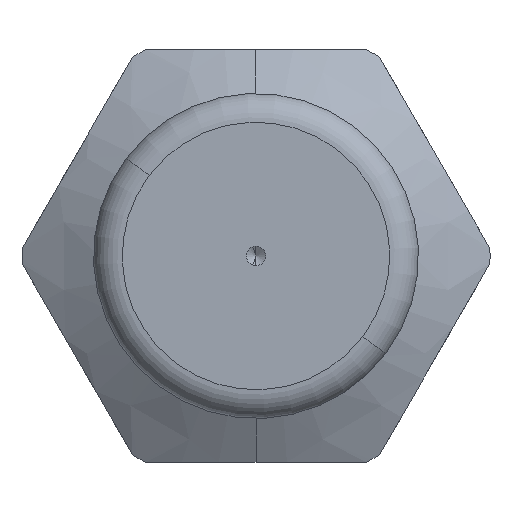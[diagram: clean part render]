
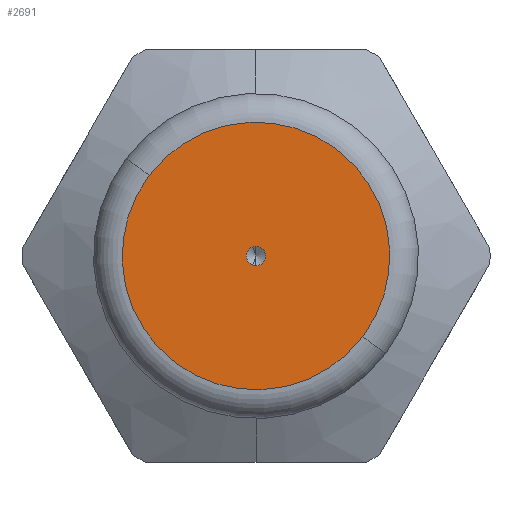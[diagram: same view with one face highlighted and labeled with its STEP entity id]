
A CAD part, left-side view. The second image highlights one B-rep face of the part: STEP entity #2691.
In plain terms, the highlighted planar face has unit normal (-1, 0, 0).
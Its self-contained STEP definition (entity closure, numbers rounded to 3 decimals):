
#441 = DIRECTION ( 'NONE',  ( 0., -0.799, -0.602 ) ) ;
#800 = CIRCLE ( 'NONE', #10940, 8.23 ) ;
#1665 = EDGE_LOOP ( 'NONE', ( #1968, #2752 ) ) ;
#1680 = EDGE_CURVE ( 'NONE', #16559, #11000, #3062, .T. ) ;
#1789 = PLANE ( 'NONE',  #9491 ) ;
#1845 = CARTESIAN_POINT ( 'NONE',  ( -23., 0.479, 0.361 ) ) ;
#1968 = ORIENTED_EDGE ( 'NONE', *, *, #12215, .F. ) ;
#2046 = CIRCLE ( 'NONE', #10488, 8.23 ) ;
#2151 = CARTESIAN_POINT ( 'NONE',  ( -23., 0., 0. ) ) ;
#2389 = CARTESIAN_POINT ( 'NONE',  ( -23., -6.573, -4.953 ) ) ;
#2691 = ADVANCED_FACE ( 'NONE', ( #14850, #11450 ), #1789, .T. ) ;
#2700 = EDGE_CURVE ( 'NONE', #11000, #16559, #7252, .T. ) ;
#2752 = ORIENTED_EDGE ( 'NONE', *, *, #8475, .F. ) ;
#3062 = CIRCLE ( 'NONE', #4531, 0.6 ) ;
#3299 = DIRECTION ( 'NONE',  ( 1., 0., 0. ) ) ;
#4531 = AXIS2_PLACEMENT_3D ( 'NONE', #8301, #6956, #10819 ) ;
#4998 = ORIENTED_EDGE ( 'NONE', *, *, #1680, .T. ) ;
#6589 = EDGE_LOOP ( 'NONE', ( #4998, #14554 ) ) ;
#6879 = DIRECTION ( 'NONE',  ( 1., 0., 0. ) ) ;
#6956 = DIRECTION ( 'NONE',  ( 1., 0., 0. ) ) ;
#7109 = CARTESIAN_POINT ( 'NONE',  ( -23., 0., 0. ) ) ;
#7252 = CIRCLE ( 'NONE', #15466, 0.6 ) ;
#7314 = DIRECTION ( 'NONE',  ( 1., 0., 0. ) ) ;
#8301 = CARTESIAN_POINT ( 'NONE',  ( -23., 0., 0. ) ) ;
#8475 = EDGE_CURVE ( 'NONE', #13774, #15699, #2046, .T. ) ;
#9491 = AXIS2_PLACEMENT_3D ( 'NONE', #10755, #10852, #11975 ) ;
#9733 = DIRECTION ( 'NONE',  ( 0., -0.799, -0.602 ) ) ;
#10488 = AXIS2_PLACEMENT_3D ( 'NONE', #7109, #3299, #9733 ) ;
#10755 = CARTESIAN_POINT ( 'NONE',  ( -23., -0.479, -0.361 ) ) ;
#10819 = DIRECTION ( 'NONE',  ( 0., -0.799, -0.602 ) ) ;
#10852 = DIRECTION ( 'NONE',  ( -1., 0., 0. ) ) ;
#10940 = AXIS2_PLACEMENT_3D ( 'NONE', #2151, #7314, #16288 ) ;
#11000 = VERTEX_POINT ( 'NONE', #1845 ) ;
#11450 = FACE_OUTER_BOUND ( 'NONE', #1665, .T. ) ;
#11975 = DIRECTION ( 'NONE',  ( 0., 0.799, 0.602 ) ) ;
#12215 = EDGE_CURVE ( 'NONE', #15699, #13774, #800, .T. ) ;
#13774 = VERTEX_POINT ( 'NONE', #16470 ) ;
#14547 = CARTESIAN_POINT ( 'NONE',  ( -23., 0., 0. ) ) ;
#14554 = ORIENTED_EDGE ( 'NONE', *, *, #2700, .T. ) ;
#14850 = FACE_BOUND ( 'NONE', #6589, .T. ) ;
#15216 = CARTESIAN_POINT ( 'NONE',  ( -23., -0.479, -0.361 ) ) ;
#15466 = AXIS2_PLACEMENT_3D ( 'NONE', #14547, #6879, #441 ) ;
#15699 = VERTEX_POINT ( 'NONE', #2389 ) ;
#16288 = DIRECTION ( 'NONE',  ( 0., -0.799, -0.602 ) ) ;
#16470 = CARTESIAN_POINT ( 'NONE',  ( -23., 6.573, 4.953 ) ) ;
#16559 = VERTEX_POINT ( 'NONE', #15216 ) ;
